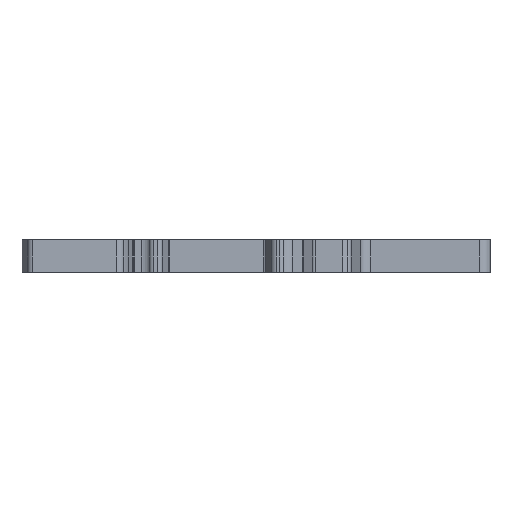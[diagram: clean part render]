
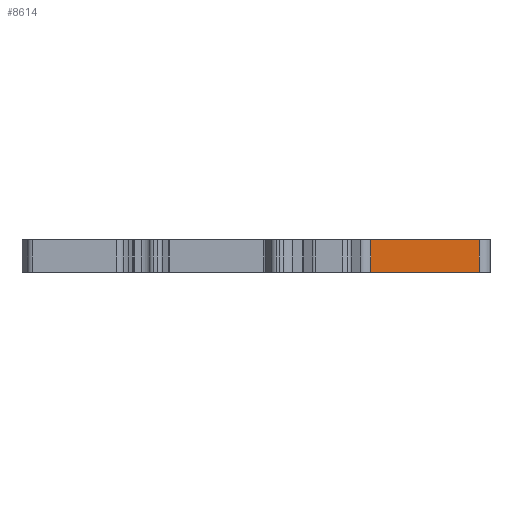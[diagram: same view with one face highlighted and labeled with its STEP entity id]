
A CAD part, front view. The second image highlights one B-rep face of the part: STEP entity #8614.
In plain terms, the highlighted planar face has unit normal (0, -1, 0).
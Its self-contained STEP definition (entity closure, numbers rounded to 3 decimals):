
#208 = LINE ( 'NONE', #4882, #7045 ) ;
#341 = VERTEX_POINT ( 'NONE', #5972 ) ;
#580 = CARTESIAN_POINT ( 'NONE',  ( 0., 0., 6. ) ) ;
#644 = CARTESIAN_POINT ( 'NONE',  ( 63., 0., 6. ) ) ;
#728 = DIRECTION ( 'NONE',  ( 0., 0., -1. ) ) ;
#743 = VERTEX_POINT ( 'NONE', #6326 ) ;
#881 = DIRECTION ( 'NONE',  ( 1., 0., 0. ) ) ;
#1147 = EDGE_CURVE ( 'NONE', #7134, #1834, #2417, .T. ) ;
#1506 = VECTOR ( 'NONE', #5633, 1000. ) ;
#1628 = EDGE_CURVE ( 'NONE', #341, #743, #4992, .T. ) ;
#1641 = ORIENTED_EDGE ( 'NONE', *, *, #1147, .F. ) ;
#1725 = ORIENTED_EDGE ( 'NONE', *, *, #1628, .T. ) ;
#1805 = EDGE_CURVE ( 'NONE', #1834, #743, #208, .T. ) ;
#1834 = VERTEX_POINT ( 'NONE', #4768 ) ;
#2417 = LINE ( 'NONE', #644, #4045 ) ;
#2788 = PLANE ( 'NONE',  #4952 ) ;
#3123 = ORIENTED_EDGE ( 'NONE', *, *, #4449, .F. ) ;
#3443 = FACE_OUTER_BOUND ( 'NONE', #7722, .T. ) ;
#3637 = VECTOR ( 'NONE', #881, 1000. ) ;
#4045 = VECTOR ( 'NONE', #728, 1000. ) ;
#4187 = DIRECTION ( 'NONE',  ( 0., 1., 0. ) ) ;
#4449 = EDGE_CURVE ( 'NONE', #341, #7134, #8568, .T. ) ;
#4642 = CARTESIAN_POINT ( 'NONE',  ( 63., 0., 6. ) ) ;
#4768 = CARTESIAN_POINT ( 'NONE',  ( 63., 0., 0. ) ) ;
#4829 = DIRECTION ( 'NONE',  ( -1., 0., 0. ) ) ;
#4882 = CARTESIAN_POINT ( 'NONE',  ( 0., 0., 0. ) ) ;
#4952 = AXIS2_PLACEMENT_3D ( 'NONE', #6831, #4187, #8627 ) ;
#4992 = LINE ( 'NONE', #5566, #1506 ) ;
#5566 = CARTESIAN_POINT ( 'NONE',  ( 42.792, 0., 87.475 ) ) ;
#5633 = DIRECTION ( 'NONE',  ( 0., 0., -1. ) ) ;
#5972 = CARTESIAN_POINT ( 'NONE',  ( 42.792, 0., 6. ) ) ;
#6326 = CARTESIAN_POINT ( 'NONE',  ( 42.792, 0., 0. ) ) ;
#6831 = CARTESIAN_POINT ( 'NONE',  ( 0., 0., 6. ) ) ;
#7045 = VECTOR ( 'NONE', #4829, 1000. ) ;
#7134 = VERTEX_POINT ( 'NONE', #4642 ) ;
#7722 = EDGE_LOOP ( 'NONE', ( #1725, #8432, #1641, #3123 ) ) ;
#8432 = ORIENTED_EDGE ( 'NONE', *, *, #1805, .F. ) ;
#8568 = LINE ( 'NONE', #580, #3637 ) ;
#8614 = ADVANCED_FACE ( 'NONE', ( #3443 ), #2788, .F. ) ;
#8627 = DIRECTION ( 'NONE',  ( 0., 0., 1. ) ) ;
